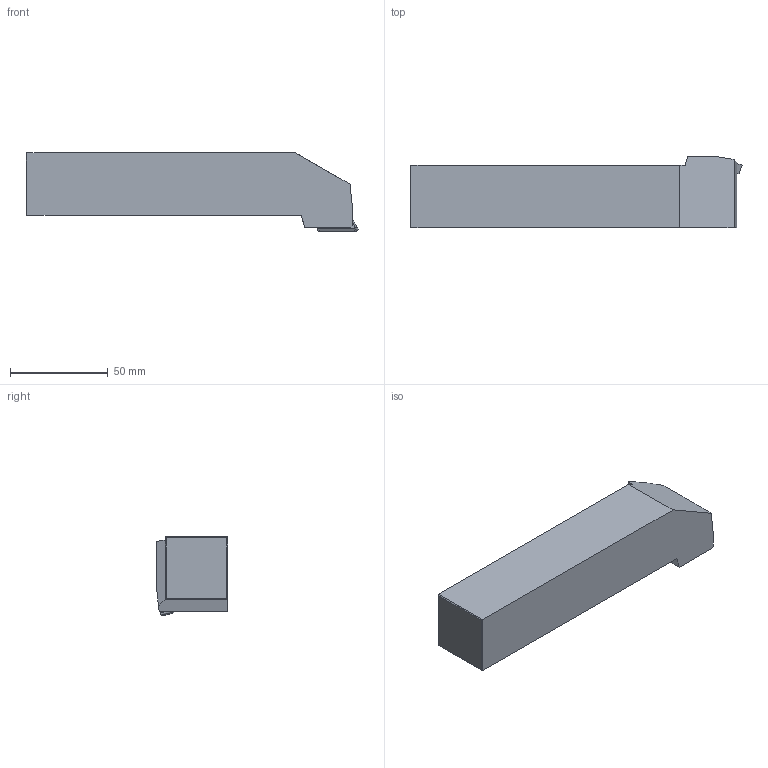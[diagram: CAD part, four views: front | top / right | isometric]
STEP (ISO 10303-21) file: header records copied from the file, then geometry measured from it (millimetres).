
FILE_DESCRIPTION((''),'2;1');
FILE_NAME('309-040-001_QU1_ASM','2017-09-20T',('piechottad'),(''),'CREO PARAMETRIC BY PTC INC, 2016380','CREO PARAMETRIC BY PTC INC, 2016380','');
FILE_SCHEMA(('AUTOMOTIVE_DESIGN { 1 0 10303 214 1 1 1 1 }'));
Length unit declared in the file: millimetre
Products named in the file (3): 70532132NC; 70532132C; 309-040-001_QU1_ASM
Assembly tree (2 placements, depth 2):
  309-040-001_QU1_ASM
    70532132NC
    70532132C
Bounding box: 170.01 x 36.5 x 40 mm (x, y, z)
Volume: 170734.1 mm3; surface area: 24270.1 mm2
Topology: 2 solids, 2 shells, 35 faces, 92 edges, 61 vertices
Faces by surface type: plane 26, cylinder 5, torus 2, cone 2
Entity records: 2476 total; most frequent: CARTESIAN_POINT 295, DIRECTION 242, ORIENTED_EDGE 168, PRESENTATION_STYLE_ASSIGNMENT 133, STYLED_ITEM 133, CURVE_STYLE 130, PROPERTY_DEFINITION 121, REPRESENTATION 119
